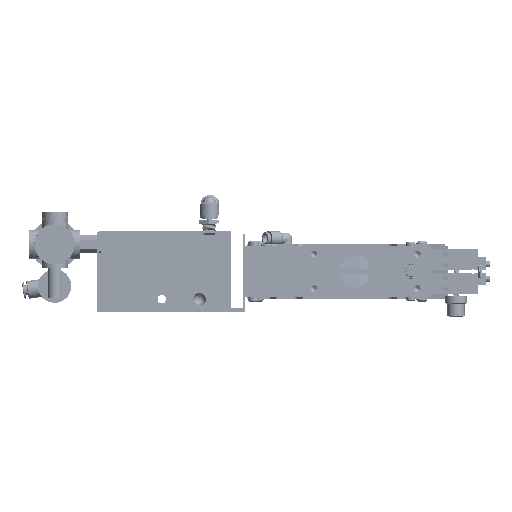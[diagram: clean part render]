
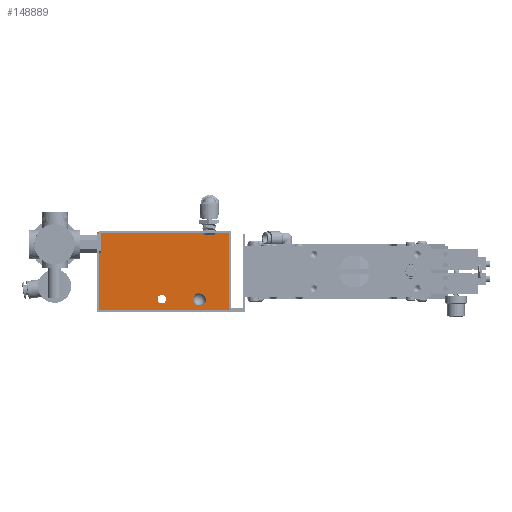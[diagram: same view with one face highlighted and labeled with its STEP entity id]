
A CAD part, front view. The second image highlights one B-rep face of the part: STEP entity #148889.
In plain terms, the highlighted planar face has unit normal (0, -1, 0).
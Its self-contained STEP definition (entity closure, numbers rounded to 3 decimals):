
#374 = CARTESIAN_POINT ( 'NONE',  ( 109.042, 130.48, -56.058 ) ) ;
#379 = CARTESIAN_POINT ( 'NONE',  ( 107.442, 130.48, -56.058 ) ) ;
#396 = CARTESIAN_POINT ( 'NONE',  ( 107.442, 130.48, 0. ) ) ;
#10403 = VERTEX_POINT ( 'NONE', #45681 ) ;
#10424 = VERTEX_POINT ( 'NONE', #45690 ) ;
#10427 = VERTEX_POINT ( 'NONE', #45691 ) ;
#11595 = EDGE_CURVE ( 'NONE', #10424, #10427, #43591, .T. ) ;
#15415 = EDGE_LOOP ( 'NONE', ( #29463, #29692, #29694, #29688, #29541, #29690 ) ) ;
#15418 = EDGE_LOOP ( 'NONE', ( #29469 ) ) ;
#17896 = EDGE_LOOP ( 'NONE', ( #29570 ) ) ;
#28066 = VERTEX_POINT ( 'NONE', #374 ) ;
#28068 = VERTEX_POINT ( 'NONE', #379 ) ;
#28127 = VERTEX_POINT ( 'NONE', #396 ) ;
#29463 = ORIENTED_EDGE ( 'NONE', *, *, #147710, .F. ) ;
#29469 = ORIENTED_EDGE ( 'NONE', *, *, #147787, .T. ) ;
#29541 = ORIENTED_EDGE ( 'NONE', *, *, #11595, .F. ) ;
#29570 = ORIENTED_EDGE ( 'NONE', *, *, #147768, .T. ) ;
#29688 = ORIENTED_EDGE ( 'NONE', *, *, #147831, .T. ) ;
#29690 = ORIENTED_EDGE ( 'NONE', *, *, #147912, .F. ) ;
#29692 = ORIENTED_EDGE ( 'NONE', *, *, #147673, .T. ) ;
#29694 = ORIENTED_EDGE ( 'NONE', *, *, #147815, .T. ) ;
#43591 = LINE ( 'NONE', #45816, #43598 ) ;
#43598 = VECTOR ( 'NONE', #45810, 1000. ) ;
#45681 = CARTESIAN_POINT ( 'NONE',  ( 109.042, 130.48, -57.328 ) ) ;
#45690 = CARTESIAN_POINT ( 'NONE',  ( 9.728, 130.48, -57.328 ) ) ;
#45691 = CARTESIAN_POINT ( 'NONE',  ( 9.728, 130.48, 0. ) ) ;
#45810 = DIRECTION ( 'NONE',  ( 0., 0., 1. ) ) ;
#45816 = CARTESIAN_POINT ( 'NONE',  ( 9.728, 130.48, 1.6 ) ) ;
#54108 = AXIS2_PLACEMENT_3D ( 'NONE', #76952, #76954, #76956 ) ;
#54113 = AXIS2_PLACEMENT_3D ( 'NONE', #77018, #77020, #77022 ) ;
#68977 = LINE ( 'NONE', #76594, #68983 ) ;
#68983 = VECTOR ( 'NONE', #76698, 1000. ) ;
#76594 = CARTESIAN_POINT ( 'NONE',  ( 107.442, 130.48, -56.058 ) ) ;
#76698 = DIRECTION ( 'NONE',  ( -1., 0., 0. ) ) ;
#76772 = CARTESIAN_POINT ( 'NONE',  ( 109.042, 130.48, -57.328 ) ) ;
#76775 = DIRECTION ( 'NONE',  ( 0., 0., -1. ) ) ;
#76952 = CARTESIAN_POINT ( 'NONE',  ( 33.045, 130.48, -8.052 ) ) ;
#76954 = DIRECTION ( 'NONE',  ( 0., 1., 0. ) ) ;
#76956 = DIRECTION ( 'NONE',  ( 0., 0., 1. ) ) ;
#77018 = CARTESIAN_POINT ( 'NONE',  ( 60.985, 130.48, -8.052 ) ) ;
#77020 = DIRECTION ( 'NONE',  ( 0., 1., 0. ) ) ;
#77022 = DIRECTION ( 'NONE',  ( 0., 0., 1. ) ) ;
#77118 = CARTESIAN_POINT ( 'NONE',  ( 107.442, 130.48, 1.6 ) ) ;
#77121 = DIRECTION ( 'NONE',  ( 0., 0., 1. ) ) ;
#77146 = CARTESIAN_POINT ( 'NONE',  ( -0.432, 130.48, 0. ) ) ;
#77161 = DIRECTION ( 'NONE',  ( -1., 0., 0. ) ) ;
#77326 = CARTESIAN_POINT ( 'NONE',  ( 9.728, 130.48, -57.328 ) ) ;
#77330 = DIRECTION ( 'NONE',  ( -1., 0., 0. ) ) ;
#77734 = LINE ( 'NONE', #76772, #77735 ) ;
#77735 = VECTOR ( 'NONE', #76775, 1000. ) ;
#77748 = CIRCLE ( 'NONE', #54108, 4.686 ) ;
#77753 = CIRCLE ( 'NONE', #54113, 3.175 ) ;
#77771 = LINE ( 'NONE', #77118, #77774 ) ;
#77774 = VECTOR ( 'NONE', #77121, 1000. ) ;
#77782 = LINE ( 'NONE', #77146, #77784 ) ;
#77784 = VECTOR ( 'NONE', #77161, 1000. ) ;
#77834 = LINE ( 'NONE', #77326, #77837 ) ;
#77837 = VECTOR ( 'NONE', #77330, 1000. ) ;
#79696 = AXIS2_PLACEMENT_3D ( 'NONE', #88618, #88620, #88622 ) ;
#88605 = PLANE ( 'NONE',  #79696 ) ;
#88618 = CARTESIAN_POINT ( 'NONE',  ( 109.042, 130.48, 1.6 ) ) ;
#88620 = DIRECTION ( 'NONE',  ( 0., -1., 0. ) ) ;
#88622 = DIRECTION ( 'NONE',  ( 0., 0., 1. ) ) ;
#91008 = FACE_BOUND ( 'NONE', #17896, .T. ) ;
#91009 = FACE_OUTER_BOUND ( 'NONE', #15415, .T. ) ;
#91012 = FACE_BOUND ( 'NONE', #15418, .T. ) ;
#147537 = VERTEX_POINT ( 'NONE', #147997 ) ;
#147543 = VERTEX_POINT ( 'NONE', #147999 ) ;
#147673 = EDGE_CURVE ( 'NONE', #28066, #28068, #68977, .T. ) ;
#147710 = EDGE_CURVE ( 'NONE', #28066, #10403, #77734, .T. ) ;
#147768 = EDGE_CURVE ( 'NONE', #147537, #147537, #77748, .T. ) ;
#147787 = EDGE_CURVE ( 'NONE', #147543, #147543, #77753, .T. ) ;
#147815 = EDGE_CURVE ( 'NONE', #28068, #28127, #77771, .T. ) ;
#147831 = EDGE_CURVE ( 'NONE', #28127, #10427, #77782, .T. ) ;
#147912 = EDGE_CURVE ( 'NONE', #10403, #10424, #77834, .T. ) ;
#147997 = CARTESIAN_POINT ( 'NONE',  ( 33.045, 130.48, -3.366 ) ) ;
#147999 = CARTESIAN_POINT ( 'NONE',  ( 60.985, 130.48, -4.877 ) ) ;
#148889 = ADVANCED_FACE ( 'NONE', ( #91008, #91012, #91009 ), #88605, .T. ) ;
